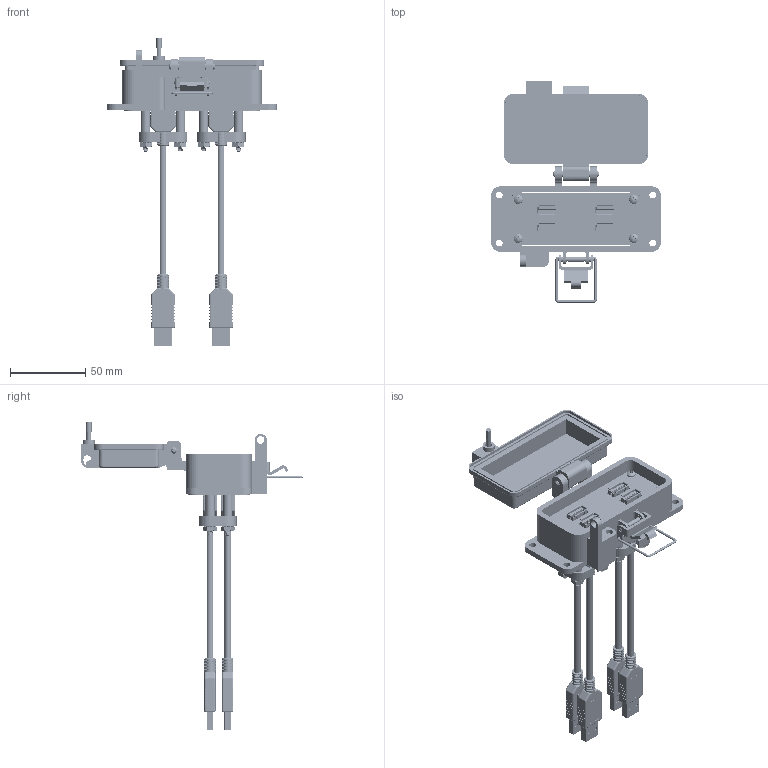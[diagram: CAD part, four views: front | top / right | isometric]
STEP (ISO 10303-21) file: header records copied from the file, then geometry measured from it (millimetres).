
FILE_DESCRIPTION (( 'STEP AP214' ), '1' );
FILE_NAME ('P-P11#4-F3RX_3D.STEP', '2017-10-16T13:48:31', ( '' ), ( '' ), 'SwSTEP 2.0', 'SolidWorks 2017', '' );
FILE_SCHEMA (( 'AUTOMOTIVE_DESIGN' ));
Length unit declared in the file: millimetre
Products named in the file (12): Z_001_SPR114_94639A210; Z_000_632134FH_91771A156; P11; Z-020-3047; P-P11#4-F3RX_BP; P-P11#4-F3RX_3D; 92005A124_METRIC PAN HEAD PHILLIPS MACHINE SCREW_92005A124; Z-H-F3; P-P11#4-F3RX_FP; Z_002_632516HN_90675A007; P-P11#4-F3RX_TP2; P-P11#4-F3RX_TP1
Assembly tree (38 placements, depth 3):
  P-P11#4-F3RX_3D
    P-P11#4-F3RX_BP
    P11  x4
      Z-020-3047
    Z_000_632134FH_91771A156  x8
    Z_001_SPR114_94639A210  x8
    P-P11#4-F3RX_TP1
    P-P11#4-F3RX_TP2
    Z_002_632516HN_90675A007  x8
    P-P11#4-F3RX_FP
    Z-H-F3
    92005A124_METRIC PAN HEAD PHILLIPS MACHINE SCREW_92005A124  x4
Bounding box: 113 x 147.61 x 205.72 mm (x, y, z)
Volume: 138064.1 mm3; surface area: 118830.5 mm2
Topology: 66 solids, 66 shells, 7456 faces, 21322 edges, 13990 vertices
Faces by surface type: cylinder 3601, plane 2991, bspline 468, cone 372, torus 16, sphere 8
Entity records: 90933 total; most frequent: CARTESIAN_POINT 26807, ORIENTED_EDGE 11486, DIRECTION 9460, EDGE_CURVE 5743, VERTEX_POINT 3781, LINE 3260, VECTOR 3260, AXIS2_PLACEMENT_3D 3100
